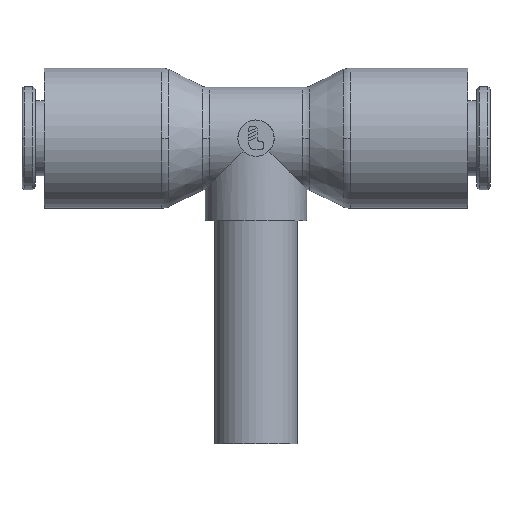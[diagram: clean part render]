
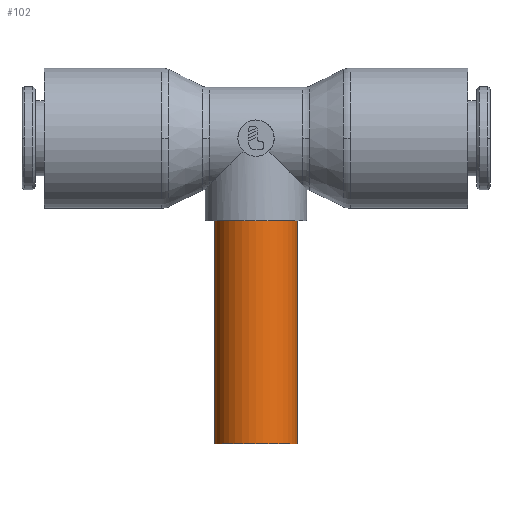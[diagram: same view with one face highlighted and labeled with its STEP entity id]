
A CAD part, top view. The second image highlights one B-rep face of the part: STEP entity #102.
In plain terms, the highlighted cylindrical face has radius 4 mm (diameter 8 mm), a partial arc.
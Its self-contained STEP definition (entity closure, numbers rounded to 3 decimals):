
#102=ADVANCED_FACE('',(#241),#242,.T.);
#241=FACE_OUTER_BOUND('',#408,.T.);
#242=CYLINDRICAL_SURFACE('',#409,4.0);
#408=EDGE_LOOP('',(#925,#926,#927,#928));
#409=AXIS2_PLACEMENT_3D('',#929,#930,#931);
#925=ORIENTED_EDGE('',*,*,#1159,.T.);
#926=ORIENTED_EDGE('',*,*,#1275,.T.);
#927=ORIENTED_EDGE('',*,*,#1161,.T.);
#928=ORIENTED_EDGE('',*,*,#1278,.F.);
#929=CARTESIAN_POINT('',(0.0,14.725,0.0));
#930=DIRECTION('',(-0.0,1.0,0.0));
#931=DIRECTION('',(1.0,0.0,0.0));
#1159=EDGE_CURVE('',#1415,#1416,#1417,.T.);
#1161=EDGE_CURVE('',#1420,#1418,#1421,.T.);
#1275=EDGE_CURVE('',#1416,#1420,#1608,.T.);
#1278=EDGE_CURVE('',#1415,#1418,#1611,.T.);
#1415=VERTEX_POINT('',#1770);
#1416=VERTEX_POINT('',#1771);
#1417=LINE('',#1772,#1773);
#1418=VERTEX_POINT('',#1774);
#1420=VERTEX_POINT('',#1776);
#1421=LINE('',#1777,#1778);
#1608=CIRCLE('',#2317,4.0);
#1611=CIRCLE('',#2320,4.0);
#1770=CARTESIAN_POINT('',(4.0,0.0,0.0));
#1771=CARTESIAN_POINT('',(4.0,21.5,0.));
#1772=CARTESIAN_POINT('',(4.0,14.725,0.));
#1773=VECTOR('',#2489,1.0);
#1774=CARTESIAN_POINT('',(-4.0,0.0,0.));
#1776=CARTESIAN_POINT('',(-4.0,21.5,0.));
#1777=CARTESIAN_POINT('',(-4.0,14.725,0.));
#1778=VECTOR('',#2493,1.0);
#2317=AXIS2_PLACEMENT_3D('',#2681,#2682,#2683);
#2320=AXIS2_PLACEMENT_3D('',#2690,#2691,#2692);
#2489=DIRECTION('',(0.0,1.0,0.0));
#2493=DIRECTION('',(-0.0,-1.0,-0.0));
#2681=CARTESIAN_POINT('',(0.0,21.5,0.0));
#2682=DIRECTION('',(0.0,-1.0,0.0));
#2683=DIRECTION('',(1.0,0.0,0.0));
#2690=CARTESIAN_POINT('',(0.0,0.0,0.0));
#2691=DIRECTION('',(0.0,-1.0,0.0));
#2692=DIRECTION('',(1.0,0.0,0.0));
